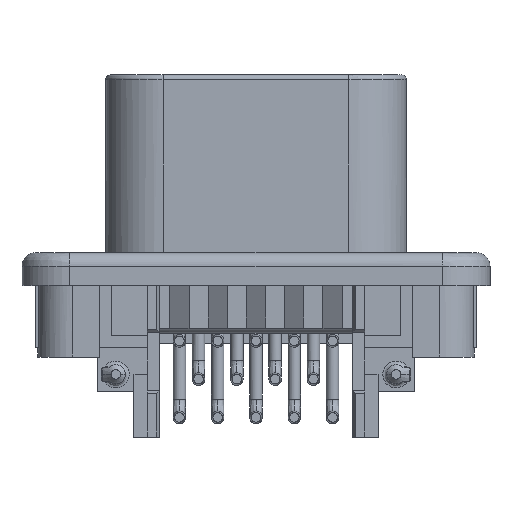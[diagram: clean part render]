
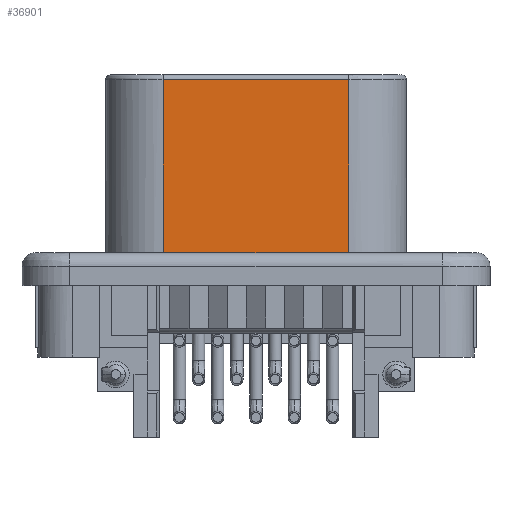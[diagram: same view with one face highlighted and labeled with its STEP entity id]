
A CAD part, top view. The second image highlights one B-rep face of the part: STEP entity #36901.
In plain terms, the highlighted planar face has unit normal (0, 0, 1).
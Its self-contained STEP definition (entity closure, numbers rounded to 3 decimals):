
#34359=CARTESIAN_POINT('',(-11.7,21.5,-4.25));
#34360=VERTEX_POINT('',#34359);
#34408=CARTESIAN_POINT('',(-10.,21.5,-4.25));
#34409=VERTEX_POINT('',#34408);
#34410=CARTESIAN_POINT('',(-11.7,21.5,-4.25));
#34411=CARTESIAN_POINT('',(-11.36,21.5,-4.25));
#34412=CARTESIAN_POINT('',(-11.02,21.5,-4.25));
#34413=CARTESIAN_POINT('',(-10.68,21.5,-4.25));
#34414=CARTESIAN_POINT('',(-10.34,21.5,-4.25));
#34415=CARTESIAN_POINT('',(-10.,21.5,-4.25));
#34416=B_SPLINE_CURVE_WITH_KNOTS('',5,(#34410,#34411,#34412,#34413,#34414,#34415),.UNSPECIFIED.,.F.,.U.,(6,6),(0.,1.7),.UNSPECIFIED.);
#34417=EDGE_CURVE('',#34360,#34409,#34416,.T.);
#34419=CARTESIAN_POINT('',(6.,21.5,-4.25));
#34420=VERTEX_POINT('',#34419);
#34421=CARTESIAN_POINT('',(-10.,21.5,-4.25));
#34422=CARTESIAN_POINT('',(-6.8,21.5,-4.25));
#34423=CARTESIAN_POINT('',(-3.6,21.5,-4.25));
#34424=CARTESIAN_POINT('',(-0.4,21.5,-4.25));
#34425=CARTESIAN_POINT('',(2.8,21.5,-4.25));
#34426=CARTESIAN_POINT('',(6.,21.5,-4.25));
#34427=B_SPLINE_CURVE_WITH_KNOTS('',5,(#34421,#34422,#34423,#34424,#34425,#34426),.UNSPECIFIED.,.F.,.U.,(6,6),(0.,16.),.UNSPECIFIED.);
#34428=EDGE_CURVE('',#34409,#34420,#34427,.T.);
#34430=CARTESIAN_POINT('',(7.7,21.5,-4.25));
#34431=VERTEX_POINT('',#34430);
#34432=CARTESIAN_POINT('',(6.,21.5,-4.25));
#34433=CARTESIAN_POINT('',(6.34,21.5,-4.25));
#34434=CARTESIAN_POINT('',(6.68,21.5,-4.25));
#34435=CARTESIAN_POINT('',(7.02,21.5,-4.25));
#34436=CARTESIAN_POINT('',(7.36,21.5,-4.25));
#34437=CARTESIAN_POINT('',(7.7,21.5,-4.25));
#34438=B_SPLINE_CURVE_WITH_KNOTS('',5,(#34432,#34433,#34434,#34435,#34436,#34437),.UNSPECIFIED.,.F.,.U.,(6,6),(0.,1.7),.UNSPECIFIED.);
#34439=EDGE_CURVE('',#34420,#34431,#34438,.T.);
#35112=CARTESIAN_POINT('',(7.7,2.5,-4.25));
#35113=VERTEX_POINT('',#35112);
#35168=CARTESIAN_POINT('',(-11.7,2.5,-4.25));
#35169=VERTEX_POINT('',#35168);
#35170=CARTESIAN_POINT('',(7.7,2.5,-4.25));
#35171=CARTESIAN_POINT('',(3.82,2.5,-4.25));
#35172=CARTESIAN_POINT('',(-0.06,2.5,-4.25));
#35173=CARTESIAN_POINT('',(-3.94,2.5,-4.25));
#35174=CARTESIAN_POINT('',(-7.82,2.5,-4.25));
#35175=CARTESIAN_POINT('',(-11.7,2.5,-4.25));
#35176=B_SPLINE_CURVE_WITH_KNOTS('',5,(#35170,#35171,#35172,#35173,#35174,#35175),.UNSPECIFIED.,.F.,.U.,(6,6),(0.,19.4),.UNSPECIFIED.);
#35177=EDGE_CURVE('',#35113,#35169,#35176,.T.);
#36600=CARTESIAN_POINT('',(-11.7,2.5,-4.25));
#36601=CARTESIAN_POINT('',(-11.7,6.3,-4.25));
#36602=CARTESIAN_POINT('',(-11.7,10.1,-4.25));
#36603=CARTESIAN_POINT('',(-11.7,13.9,-4.25));
#36604=CARTESIAN_POINT('',(-11.7,17.7,-4.25));
#36605=CARTESIAN_POINT('',(-11.7,21.5,-4.25));
#36606=B_SPLINE_CURVE_WITH_KNOTS('',5,(#36600,#36601,#36602,#36603,#36604,#36605),.UNSPECIFIED.,.F.,.U.,(6,6),(0.,19.),.UNSPECIFIED.);
#36607=EDGE_CURVE('',#35169,#34360,#36606,.T.);
#36741=CARTESIAN_POINT('',(7.7,21.5,-4.25));
#36742=CARTESIAN_POINT('',(7.7,17.7,-4.25));
#36743=CARTESIAN_POINT('',(7.7,13.9,-4.25));
#36744=CARTESIAN_POINT('',(7.7,10.1,-4.25));
#36745=CARTESIAN_POINT('',(7.7,6.3,-4.25));
#36746=CARTESIAN_POINT('',(7.7,2.5,-4.25));
#36747=B_SPLINE_CURVE_WITH_KNOTS('',5,(#36741,#36742,#36743,#36744,#36745,#36746),.UNSPECIFIED.,.F.,.U.,(6,6),(0.,19.),.UNSPECIFIED.);
#36748=EDGE_CURVE('',#34431,#35113,#36747,.T.);
#36888=CARTESIAN_POINT('',(-2.,12.,-4.25));
#36889=DIRECTION('',(-1.,0.,0.));
#36890=DIRECTION('',(0.,0.,1.));
#36891=AXIS2_PLACEMENT_3D('',#36888,#36890,#36889);
#36892=PLANE('',#36891);
#36893=ORIENTED_EDGE('',*,*,#36748,.F.);
#36894=ORIENTED_EDGE('',*,*,#34439,.F.);
#36895=ORIENTED_EDGE('',*,*,#34428,.F.);
#36896=ORIENTED_EDGE('',*,*,#34417,.F.);
#36897=ORIENTED_EDGE('',*,*,#36607,.F.);
#36898=ORIENTED_EDGE('',*,*,#35177,.F.);
#36899=EDGE_LOOP('',(#36893,#36894,#36895,#36896,#36897,#36898));
#36900=FACE_OUTER_BOUND('',#36899,.T.);
#36901=ADVANCED_FACE('',(#36900),#36892,.T.);
